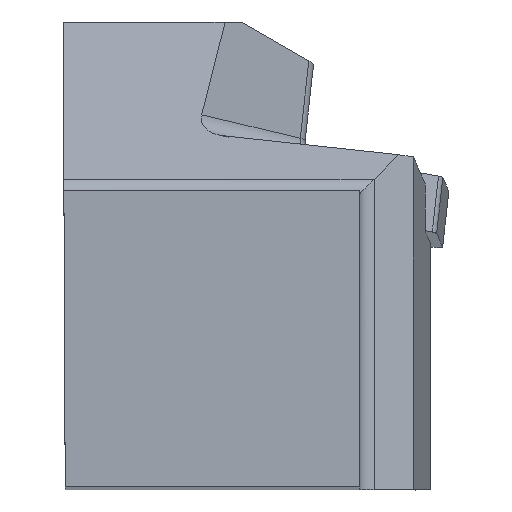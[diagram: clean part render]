
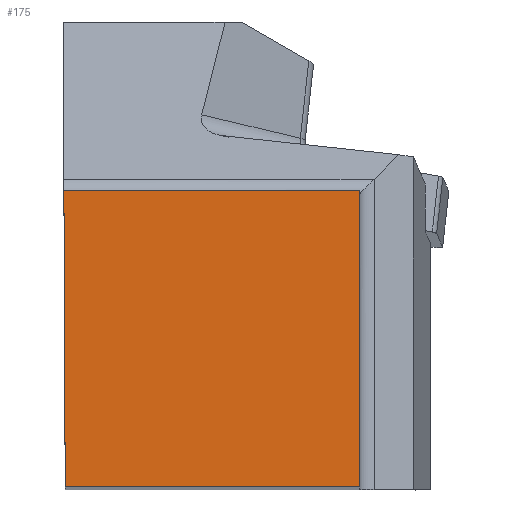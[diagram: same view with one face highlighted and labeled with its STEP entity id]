
A CAD part, top view. The second image highlights one B-rep face of the part: STEP entity #175.
In plain terms, the highlighted planar face has unit normal (0, 0, 1).
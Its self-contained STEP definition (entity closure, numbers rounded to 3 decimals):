
#135=FACE_OUTER_BOUND('',#411,.T.);
#175=ADVANCED_FACE('SHANK_FACE_BACK',(#135),#211,.F.);
#211=PLANE('',#947);
#270=LINE('',#1420,#347);
#274=LINE('',#1432,#351);
#281=LINE('',#1451,#358);
#282=LINE('',#1453,#359);
#347=VECTOR('',#1102,1.);
#351=VECTOR('',#1112,1.);
#358=VECTOR('',#1135,1.);
#359=VECTOR('',#1136,1.);
#411=EDGE_LOOP('',(#563,#564,#565,#566));
#563=ORIENTED_EDGE('',*,*,#776,.F.);
#564=ORIENTED_EDGE('',*,*,#782,.T.);
#565=ORIENTED_EDGE('',*,*,#792,.T.);
#566=ORIENTED_EDGE('',*,*,#793,.F.);
#691=VERTEX_POINT('',#1419);
#692=VERTEX_POINT('',#1421);
#696=VERTEX_POINT('',#1431);
#701=VERTEX_POINT('',#1452);
#776=EDGE_CURVE('',#691,#692,#270,.T.);
#782=EDGE_CURVE('',#691,#696,#274,.T.);
#792=EDGE_CURVE('',#696,#701,#281,.T.);
#793=EDGE_CURVE('',#692,#701,#282,.T.);
#947=AXIS2_PLACEMENT_3D('',#1454,#1137,#1138);
#1102=DIRECTION('',(-0.004,1.,0.));
#1112=DIRECTION('',(1.,0.,0.));
#1135=DIRECTION('',(0.,1.,0.));
#1136=DIRECTION('',(1.,0.,0.));
#1137=DIRECTION('',(0.,0.,-1.));
#1138=DIRECTION('',(-0.994,0.111,0.));
#1419=CARTESIAN_POINT('',(0.109,0.,0.));
#1420=CARTESIAN_POINT('',(0.808,-160.194,0.));
#1421=CARTESIAN_POINT('',(0.,24.875,0.));
#1431=CARTESIAN_POINT('',(24.875,0.,0.));
#1432=CARTESIAN_POINT('',(-6.744,0.,0.));
#1451=CARTESIAN_POINT('',(24.875,-6.744,0.));
#1452=CARTESIAN_POINT('',(24.875,24.875,0.));
#1453=CARTESIAN_POINT('',(-6.744,24.875,0.));
#1454=CARTESIAN_POINT('',(0.,0.,
0.));
